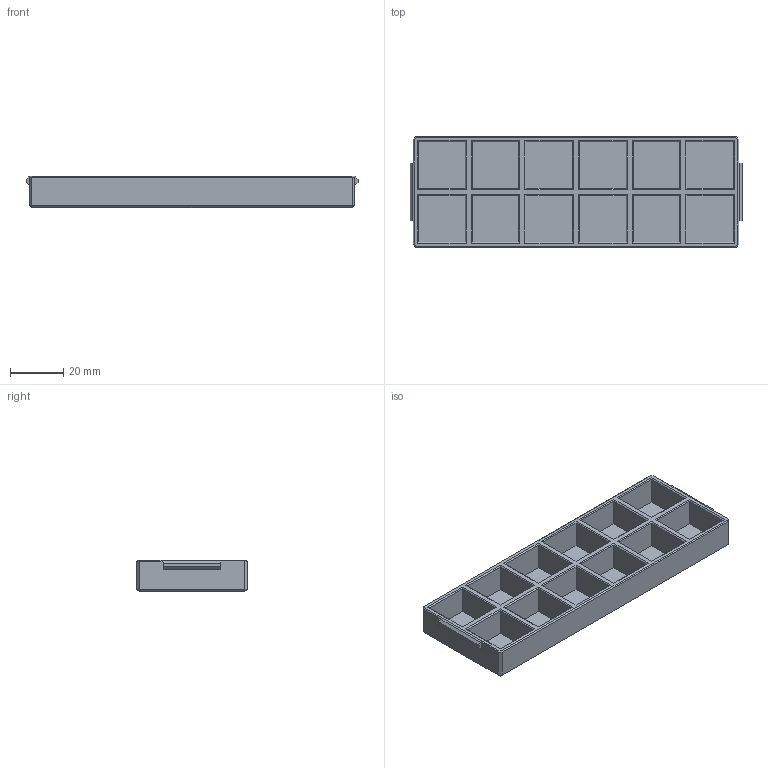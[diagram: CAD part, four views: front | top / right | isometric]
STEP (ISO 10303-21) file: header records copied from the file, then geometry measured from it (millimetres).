
FILE_DESCRIPTION(/* description */ (''),/* implementation_level */ '2;1');
FILE_NAME(/* name */ 'Dice Box Short Side.step',/* time_stamp */ '2023-09-16T18:13:56-04:00',/* author */ (''),/* organization */ (''),/* preprocessor_version */ 'ST-DEVELOPER v20',/* originating_system */ 'Autodesk Translation Framework v12.9.0.99',/* authorisation */ '');
FILE_SCHEMA (('AUTOMOTIVE_DESIGN { 1 0 10303 214 3 1 1 }'));
Length unit declared in the file: millimetre
Products named in the file (2): Dice Box Short Side; Bottom
Assembly tree (1 placements, depth 2):
  Dice Box Short Side
    Bottom
Bounding box: 125 x 41.8 x 12 mm (x, y, z)
Volume: 21197.9 mm3; surface area: 22886.5 mm2
Topology: 1 solids, 1 shells, 147 faces, 329 edges, 196 vertices
Faces by surface type: plane 147
Entity records: 3956 total; most frequent: CARTESIAN_POINT 675, ORIENTED_EDGE 658, DIRECTION 629, LINE 329, VECTOR 329, EDGE_CURVE 329, VERTEX_POINT 196, EDGE_LOOP 159
